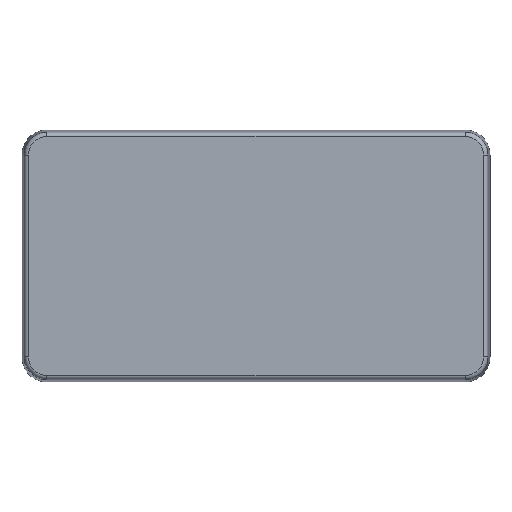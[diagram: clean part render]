
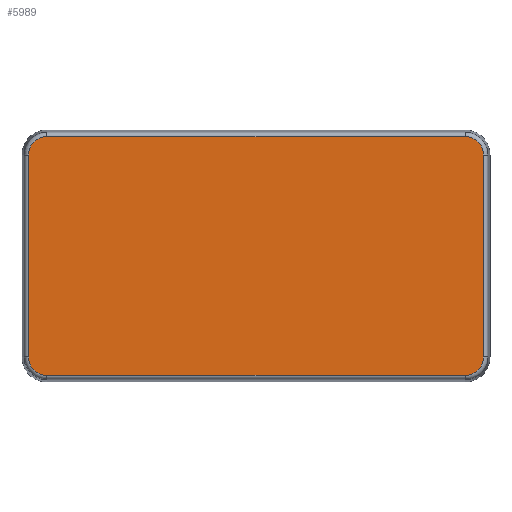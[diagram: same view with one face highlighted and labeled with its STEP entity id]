
A CAD part, front view. The second image highlights one B-rep face of the part: STEP entity #5989.
In plain terms, the highlighted face is planar.
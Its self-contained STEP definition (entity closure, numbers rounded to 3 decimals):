
#499=PLANE('',#6364);
#973=LINE('',#10274,#1504);
#975=LINE('',#10294,#1506);
#978=LINE('',#10301,#1509);
#980=LINE('',#10316,#1511);
#1504=VECTOR('',#7420,48.5);
#1506=VECTOR('',#7444,100.4);
#1509=VECTOR('',#7451,100.4);
#1511=VECTOR('',#7471,48.5);
#1945=FACE_OUTER_BOUND('',#2321,.T.);
#2321=EDGE_LOOP('',(#5202,#5203,#5204,#5205,#5206,#5207,#5208,#5209));
#2505=CIRCLE('',#6339,4.432);
#2509=CIRCLE('',#6344,4.432);
#2513=CIRCLE('',#6351,4.432);
#2517=CIRCLE('',#6356,4.432);
#2968=VERTEX_POINT('',#10271);
#2969=VERTEX_POINT('',#10273);
#2972=VERTEX_POINT('',#10280);
#2973=VERTEX_POINT('',#10285);
#2976=VERTEX_POINT('',#10292);
#2977=VERTEX_POINT('',#10297);
#2980=VERTEX_POINT('',#10304);
#2981=VERTEX_POINT('',#10309);
#3734=EDGE_CURVE('',#2968,#2969,#973,.T.);
#3738=EDGE_CURVE('',#2972,#2968,#2505,.T.);
#3742=EDGE_CURVE('',#2969,#2973,#2509,.T.);
#3744=EDGE_CURVE('',#2976,#2972,#975,.T.);
#3748=EDGE_CURVE('',#2973,#2977,#978,.T.);
#3750=EDGE_CURVE('',#2980,#2976,#2513,.T.);
#3754=EDGE_CURVE('',#2977,#2981,#2517,.T.);
#3756=EDGE_CURVE('',#2981,#2980,#980,.T.);
#5202=ORIENTED_EDGE('',*,*,#3734,.F.);
#5203=ORIENTED_EDGE('',*,*,#3738,.F.);
#5204=ORIENTED_EDGE('',*,*,#3744,.F.);
#5205=ORIENTED_EDGE('',*,*,#3750,.F.);
#5206=ORIENTED_EDGE('',*,*,#3756,.F.);
#5207=ORIENTED_EDGE('',*,*,#3754,.F.);
#5208=ORIENTED_EDGE('',*,*,#3748,.F.);
#5209=ORIENTED_EDGE('',*,*,#3742,.F.);
#5989=ADVANCED_FACE('',(#1945),#499,.F.);
#6339=AXIS2_PLACEMENT_3D('',#10282,#7428,#7429);
#6344=AXIS2_PLACEMENT_3D('',#10289,#7438,#7439);
#6351=AXIS2_PLACEMENT_3D('',#10306,#7456,#7457);
#6356=AXIS2_PLACEMENT_3D('',#10313,#7466,#7467);
#6364=AXIS2_PLACEMENT_3D('',#10335,#7491,#7492);
#7420=DIRECTION('',(0.,1.,0.));
#7428=DIRECTION('center_axis',(0.,0.,1.));
#7429=DIRECTION('ref_axis',(0.707,-0.707,0.));
#7438=DIRECTION('center_axis',(0.,0.,1.));
#7439=DIRECTION('ref_axis',(0.707,0.707,0.));
#7444=DIRECTION('',(1.,0.,0.));
#7451=DIRECTION('',(-1.,0.,0.));
#7456=DIRECTION('center_axis',(0.,0.,1.));
#7457=DIRECTION('ref_axis',(-0.707,-0.707,0.));
#7466=DIRECTION('center_axis',(0.,0.,1.));
#7467=DIRECTION('ref_axis',(-0.707,0.707,0.));
#7471=DIRECTION('',(0.,-1.,0.));
#7491=DIRECTION('center_axis',(0.,0.,1.));
#7492=DIRECTION('ref_axis',(1.,0.,0.));
#10271=CARTESIAN_POINT('',(54.632,-24.25,-27.));
#10273=CARTESIAN_POINT('',(54.632,24.25,-27.));
#10274=CARTESIAN_POINT('',(54.632,-12.125,-27.));
#10280=CARTESIAN_POINT('',(50.2,-28.682,-27.));
#10282=CARTESIAN_POINT('Origin',(50.2,-24.25,-27.));
#10285=CARTESIAN_POINT('',(50.2,28.682,-27.));
#10289=CARTESIAN_POINT('Origin',(50.2,24.25,-27.));
#10292=CARTESIAN_POINT('',(-50.2,-28.682,-27.));
#10294=CARTESIAN_POINT('',(-25.1,-28.682,-27.));
#10297=CARTESIAN_POINT('',(-50.2,28.682,-27.));
#10301=CARTESIAN_POINT('',(25.1,28.682,-27.));
#10304=CARTESIAN_POINT('',(-54.632,-24.25,-27.));
#10306=CARTESIAN_POINT('Origin',(-50.2,-24.25,-27.));
#10309=CARTESIAN_POINT('',(-54.632,24.25,-27.));
#10313=CARTESIAN_POINT('Origin',(-50.2,24.25,-27.));
#10316=CARTESIAN_POINT('',(-54.632,12.125,-27.));
#10335=CARTESIAN_POINT('Origin',(0.,0.,-27.));
